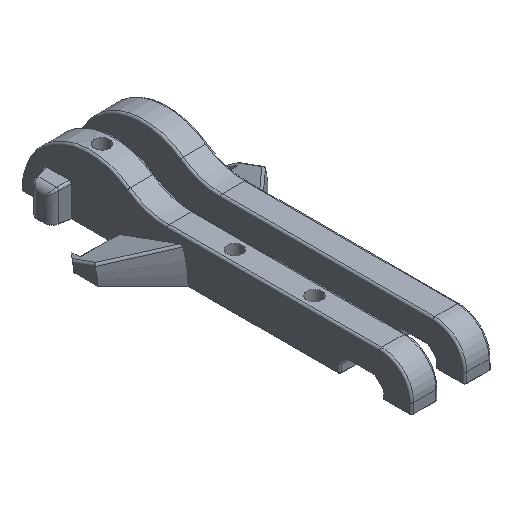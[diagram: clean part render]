
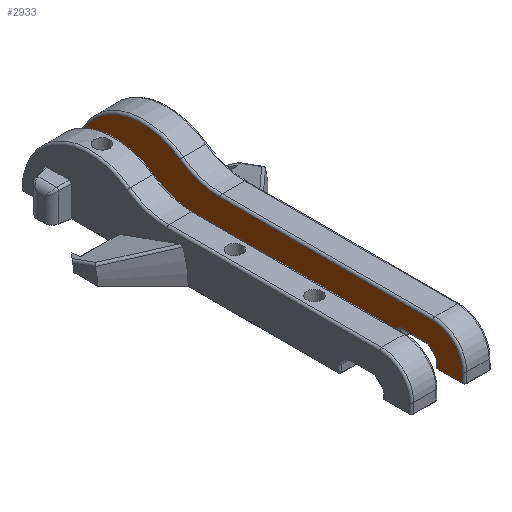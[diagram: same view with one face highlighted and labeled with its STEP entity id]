
A CAD part, isometric view. The second image highlights one B-rep face of the part: STEP entity #2933.
In plain terms, the highlighted planar face has unit normal (-1, 0, 0).
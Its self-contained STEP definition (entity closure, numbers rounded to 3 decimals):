
#239=PLANE('',#3189);
#351=FACE_OUTER_BOUND('',#543,.T.);
#543=EDGE_LOOP('',(#2289,#2290,#2291,#2292,#2293,#2294,#2295,#2296,#2297,
#2298,#2299,#2300));
#713=CIRCLE('',#3173,25.8);
#716=CIRCLE('',#3178,11.2);
#718=CIRCLE('',#3190,24.7);
#797=LINE('',#4288,#1034);
#815=LINE('',#4356,#1052);
#845=LINE('',#4562,#1082);
#878=LINE('',#4811,#1115);
#879=LINE('',#4818,#1116);
#888=LINE('',#4844,#1125);
#889=LINE('',#4846,#1126);
#890=LINE('',#4848,#1127);
#891=LINE('',#4849,#1128);
#1034=VECTOR('',#3426,10.);
#1052=VECTOR('',#3470,10.);
#1082=VECTOR('',#3550,10.);
#1115=VECTOR('',#3697,10.);
#1116=VECTOR('',#3708,10.);
#1125=VECTOR('',#3737,10.);
#1126=VECTOR('',#3738,10.);
#1127=VECTOR('',#3739,10.);
#1128=VECTOR('',#3740,10.);
#1259=VERTEX_POINT('',#4247);
#1270=VERTEX_POINT('',#4281);
#1296=VERTEX_POINT('',#4355);
#1327=VERTEX_POINT('',#4552);
#1329=VERTEX_POINT('',#4558);
#1365=VERTEX_POINT('',#4804);
#1366=VERTEX_POINT('',#4806);
#1367=VERTEX_POINT('',#4810);
#1368=VERTEX_POINT('',#4814);
#1375=VERTEX_POINT('',#4843);
#1376=VERTEX_POINT('',#4845);
#1377=VERTEX_POINT('',#4847);
#1539=EDGE_CURVE('',#1270,#1259,#797,.T.);
#1567=EDGE_CURVE('',#1259,#1296,#815,.T.);
#1621=EDGE_CURVE('',#1327,#1329,#845,.T.);
#1688=EDGE_CURVE('',#1365,#1366,#713,.T.);
#1690=EDGE_CURVE('',#1366,#1367,#878,.T.);
#1692=EDGE_CURVE('',#1367,#1368,#716,.T.);
#1694=EDGE_CURVE('',#1368,#1270,#879,.T.);
#1706=EDGE_CURVE('',#1329,#1365,#718,.T.);
#1707=EDGE_CURVE('',#1375,#1327,#888,.T.);
#1708=EDGE_CURVE('',#1376,#1375,#889,.T.);
#1709=EDGE_CURVE('',#1377,#1376,#890,.T.);
#1710=EDGE_CURVE('',#1296,#1377,#891,.T.);
#2289=ORIENTED_EDGE('',*,*,#1539,.F.);
#2290=ORIENTED_EDGE('',*,*,#1694,.F.);
#2291=ORIENTED_EDGE('',*,*,#1692,.F.);
#2292=ORIENTED_EDGE('',*,*,#1690,.F.);
#2293=ORIENTED_EDGE('',*,*,#1688,.F.);
#2294=ORIENTED_EDGE('',*,*,#1706,.F.);
#2295=ORIENTED_EDGE('',*,*,#1621,.F.);
#2296=ORIENTED_EDGE('',*,*,#1707,.F.);
#2297=ORIENTED_EDGE('',*,*,#1708,.F.);
#2298=ORIENTED_EDGE('',*,*,#1709,.F.);
#2299=ORIENTED_EDGE('',*,*,#1710,.F.);
#2300=ORIENTED_EDGE('',*,*,#1567,.F.);
#2933=ADVANCED_FACE('',(#351),#239,.F.);
#3173=AXIS2_PLACEMENT_3D('',#4807,#3691,#3692);
#3178=AXIS2_PLACEMENT_3D('',#4815,#3702,#3703);
#3189=AXIS2_PLACEMENT_3D('',#4841,#3733,#3734);
#3190=AXIS2_PLACEMENT_3D('',#4842,#3735,#3736);
#3426=DIRECTION('',(0.,1.,0.));
#3470=DIRECTION('',(0.,0.,1.));
#3550=DIRECTION('',(0.,1.,0.));
#3691=DIRECTION('center_axis',(-1.,0.,0.));
#3692=DIRECTION('ref_axis',(0.,0.307,-0.952));
#3697=DIRECTION('',(0.,-1.,0.));
#3702=DIRECTION('center_axis',(1.,0.,0.));
#3703=DIRECTION('ref_axis',(0.,-0.707,0.707));
#3708=DIRECTION('',(0.,0.,-1.));
#3733=DIRECTION('center_axis',(1.,0.,0.));
#3734=DIRECTION('ref_axis',(0.,0.,-1.));
#3735=DIRECTION('center_axis',(1.,0.,0.));
#3736=DIRECTION('ref_axis',(0.,1.,0.));
#3737=DIRECTION('',(0.,0.,-1.));
#3738=DIRECTION('',(0.,0.707,-0.707));
#3739=DIRECTION('',(0.,1.,0.));
#3740=DIRECTION('',(0.,0.707,0.707));
#4247=CARTESIAN_POINT('',(5.,-111.3,-9.7));
#4281=CARTESIAN_POINT('',(5.,-120.7,-9.7));
#4288=CARTESIAN_POINT('',(5.,-48.,-9.7));
#4355=CARTESIAN_POINT('',(5.,-111.3,-6.669));
#4356=CARTESIAN_POINT('',(5.,-111.3,-8.5));
#4552=CARTESIAN_POINT('',(5.,-93.7,-9.7));
#4558=CARTESIAN_POINT('',(5.,24.698,-9.7));
#4562=CARTESIAN_POINT('',(5.,-48.,-9.7));
#4804=CARTESIAN_POINT('',(5.,-14.42,10.053));
#4806=CARTESIAN_POINT('',(5.,-29.483,5.2));
#4807=CARTESIAN_POINT('Origin',(5.,-29.483,31.));
#4810=CARTESIAN_POINT('',(5.,-109.5,5.2));
#4811=CARTESIAN_POINT('',(5.,-78.75,5.2));
#4814=CARTESIAN_POINT('',(5.,-120.7,-6.));
#4815=CARTESIAN_POINT('Origin',(5.,-109.5,-6.));
#4818=CARTESIAN_POINT('',(5.,-120.7,-12.));
#4841=CARTESIAN_POINT('Origin',(5.,-48.,-10.));
#4842=CARTESIAN_POINT('Origin',(5.,0.,-10.));
#4843=CARTESIAN_POINT('',(5.,-93.7,-6.669));
#4844=CARTESIAN_POINT('',(5.,-93.7,-11.5));
#4845=CARTESIAN_POINT('',(5.,-97.169,-3.2));
#4846=CARTESIAN_POINT('',(5.,-81.559,-18.809));
#4847=CARTESIAN_POINT('',(5.,-107.831,-3.2));
#4848=CARTESIAN_POINT('',(5.,-72.75,-3.2));
#4849=CARTESIAN_POINT('',(5.,-94.691,9.941));
